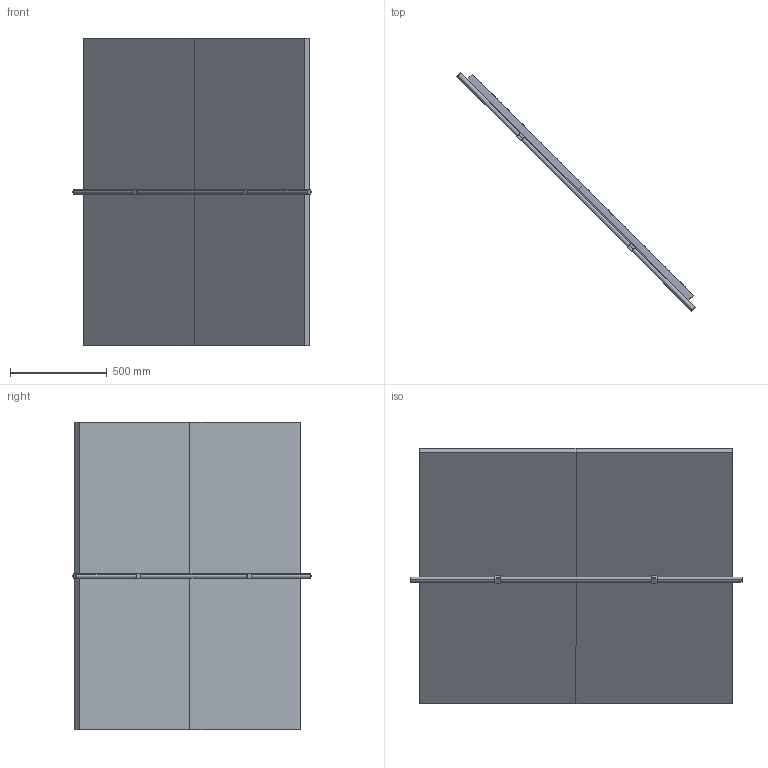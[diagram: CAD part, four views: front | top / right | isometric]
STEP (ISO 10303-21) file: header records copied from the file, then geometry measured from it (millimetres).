
FILE_DESCRIPTION (( 'STEP AP214' ), '1' );
FILE_NAME ('鼁闉罻鼁錟嚦.STEP', '2025-04-06T11:02:02', ( '' ), ( '' ), 'SwSTEP 2.0', 'SolidWorks 2023', '' );
FILE_SCHEMA (( 'AUTOMOTIVE_DESIGN' ));
Length unit declared in the file: millimetre
Products named in the file (1): сборкасбласт
Bounding box: 1228.24 x 1228.24 x 1586 mm (x, y, z)
Volume: 91201697.4 mm3; surface area: 9038705.6 mm2
Topology: 113 solids, 113 shells, 1130 faces, 2706 edges, 1804 vertices
Faces by surface type: plane 684, cylinder 446
Entity records: 33981 total; most frequent: DIRECTION 5860, CARTESIAN_POINT 5641, ORIENTED_EDGE 5412, EDGE_CURVE 2706, AXIS2_PLACEMENT_3D 2023, LINE 1814, VECTOR 1814, VERTEX_POINT 1804
